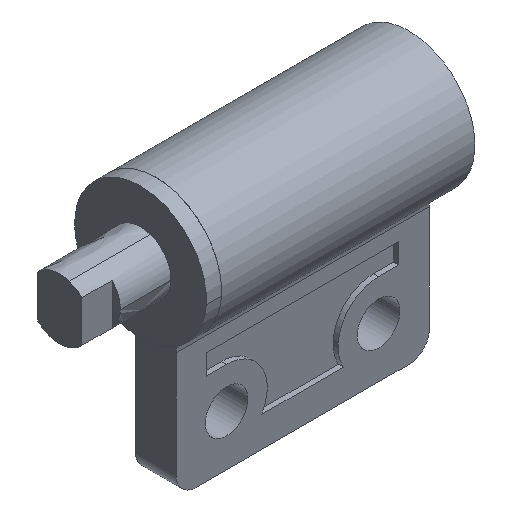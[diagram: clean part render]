
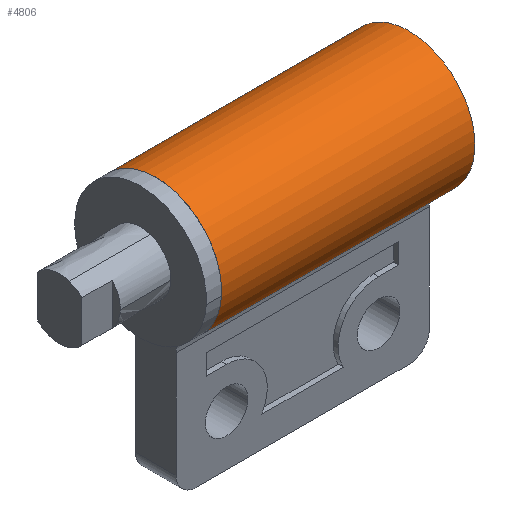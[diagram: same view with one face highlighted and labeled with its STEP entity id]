
A CAD part, isometric view. The second image highlights one B-rep face of the part: STEP entity #4806.
In plain terms, the highlighted free-form (B-spline) face has degree [1, 2] with [2, 7] control points.
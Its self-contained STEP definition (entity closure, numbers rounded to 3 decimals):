
#4564=CARTESIAN_POINT('',(31.5,3.059,-5.735));
#4565=VERTEX_POINT('',#4564);
#4579=CARTESIAN_POINT('',(31.5,-3.059,-5.735));
#4580=VERTEX_POINT('',#4579);
#4581=CARTESIAN_POINT('',(31.5,3.059,-5.735));
#4582=CARTESIAN_POINT('',(31.5,7.537,-3.347));
#4583=CARTESIAN_POINT('',(31.5,6.306,1.576));
#4584=CARTESIAN_POINT('',(31.5,5.075,6.5));
#4585=CARTESIAN_POINT('',(31.5,0.0,6.5));
#4586=CARTESIAN_POINT('',(31.5,-5.075,6.5));
#4587=CARTESIAN_POINT('',(31.5,-6.306,1.576));
#4588=CARTESIAN_POINT('',(31.5,-7.537,-3.347));
#4589=CARTESIAN_POINT('',(31.5,-3.059,-5.735));
#4597=(BOUNDED_CURVE()B_SPLINE_CURVE(2,(#4581,#4582,#4583,#4584,#4585,#4586,#4587,#4588,#4589),.UNSPECIFIED.,.F.,.U.)B_SPLINE_CURVE_WITH_KNOTS((3,2,2,2,3),(0.0,0.25,0.5,0.75,1.0),.UNSPECIFIED.)CURVE()GEOMETRIC_REPRESENTATION_ITEM()RATIONAL_B_SPLINE_CURVE((1.0,0.788,1.0,0.788,1.0,0.788,1.0,0.788,1.0))REPRESENTATION_ITEM(''));
#4598=EDGE_CURVE('',#4565,#4580,#4597,.T.);
#4642=CARTESIAN_POINT('',(6.5,-3.059,-5.735));
#4643=VERTEX_POINT('',#4642);
#4657=CARTESIAN_POINT('',(6.5,3.059,-5.735));
#4658=VERTEX_POINT('',#4657);
#4659=CARTESIAN_POINT('',(6.5,3.059,-5.735));
#4660=CARTESIAN_POINT('',(6.5,7.537,-3.347));
#4661=CARTESIAN_POINT('',(6.5,6.306,1.576));
#4662=CARTESIAN_POINT('',(6.5,5.075,6.5));
#4663=CARTESIAN_POINT('',(6.5,0.0,6.5));
#4664=CARTESIAN_POINT('',(6.5,-5.075,6.5));
#4665=CARTESIAN_POINT('',(6.5,-6.306,1.576));
#4666=CARTESIAN_POINT('',(6.5,-7.537,-3.347));
#4667=CARTESIAN_POINT('',(6.5,-3.059,-5.735));
#4675=(BOUNDED_CURVE()B_SPLINE_CURVE(2,(#4659,#4660,#4661,#4662,#4663,#4664,#4665,#4666,#4667),.UNSPECIFIED.,.F.,.U.)B_SPLINE_CURVE_WITH_KNOTS((3,2,2,2,3),(0.0,0.25,0.5,0.75,1.0),.UNSPECIFIED.)CURVE()GEOMETRIC_REPRESENTATION_ITEM()RATIONAL_B_SPLINE_CURVE((1.0,0.788,1.0,0.788,1.0,0.788,1.0,0.788,1.0))REPRESENTATION_ITEM(''));
#4676=EDGE_CURVE('',#4658,#4643,#4675,.T.);
#4721=CARTESIAN_POINT('',(6.5,3.059,-5.735));
#4722=CARTESIAN_POINT('',(31.5,3.059,-5.735));
#4723=QUASI_UNIFORM_CURVE('',1,(#4721,#4722),.UNSPECIFIED.,.F.,.U.);
#4724=EDGE_CURVE('',#4658,#4565,#4723,.T.);
#4764=CARTESIAN_POINT('',(6.5,-3.059,-5.735));
#4765=CARTESIAN_POINT('',(31.5,-3.059,-5.735));
#4766=QUASI_UNIFORM_CURVE('',1,(#4764,#4765),.UNSPECIFIED.,.F.,.U.);
#4767=EDGE_CURVE('',#4643,#4580,#4766,.T.);
#4778=CARTESIAN_POINT('',(5.875,-2.893,-5.821));
#4779=CARTESIAN_POINT('',(32.141,-2.893,-5.821));
#4780=CARTESIAN_POINT('',(5.875,-10.254,-2.162));
#4781=CARTESIAN_POINT('',(32.141,-10.254,-2.162));
#4782=CARTESIAN_POINT('',(5.875,-4.997,4.157));
#4783=CARTESIAN_POINT('',(32.141,-4.997,4.157));
#4784=CARTESIAN_POINT('',(5.875,0.261,10.477));
#4785=CARTESIAN_POINT('',(32.141,0.261,10.477));
#4786=CARTESIAN_POINT('',(5.875,5.198,3.903));
#4787=CARTESIAN_POINT('',(32.141,5.198,3.903));
#4788=CARTESIAN_POINT('',(5.875,10.134,-2.67));
#4789=CARTESIAN_POINT('',(32.141,10.134,-2.67));
#4790=CARTESIAN_POINT('',(5.875,2.599,-5.958));
#4791=CARTESIAN_POINT('',(32.141,2.599,-5.958));
#4799=(BOUNDED_SURFACE()B_SPLINE_SURFACE(1,2,((#4778,#4780,#4782,#4784,#4786,#4788,#4790),(#4779,#4781,#4783,#4785,#4787,#4789,#4791)),.UNSPECIFIED.,.F.,.F.,.U.)B_SPLINE_SURFACE_WITH_KNOTS((2,2),(3,2,2,3),(0.0,26.266),(0.0,12.588,25.175,37.763),.UNSPECIFIED.)GEOMETRIC_REPRESENTATION_ITEM()RATIONAL_B_SPLINE_SURFACE(((1.0,0.62,1.0,0.62,1.0,0.62,1.0),(1.0,0.62,1.0,0.62,1.0,0.62,1.0)))REPRESENTATION_ITEM('')SURFACE());
#4800=ORIENTED_EDGE('',*,*,#4598,.F.);
#4801=ORIENTED_EDGE('',*,*,#4724,.F.);
#4802=ORIENTED_EDGE('',*,*,#4676,.T.);
#4803=ORIENTED_EDGE('',*,*,#4767,.T.);
#4804=EDGE_LOOP('',(#4800,#4801,#4802,#4803));
#4805=FACE_OUTER_BOUND('',#4804,.T.);
#4806=ADVANCED_FACE('',(#4805),#4799,.T.);
